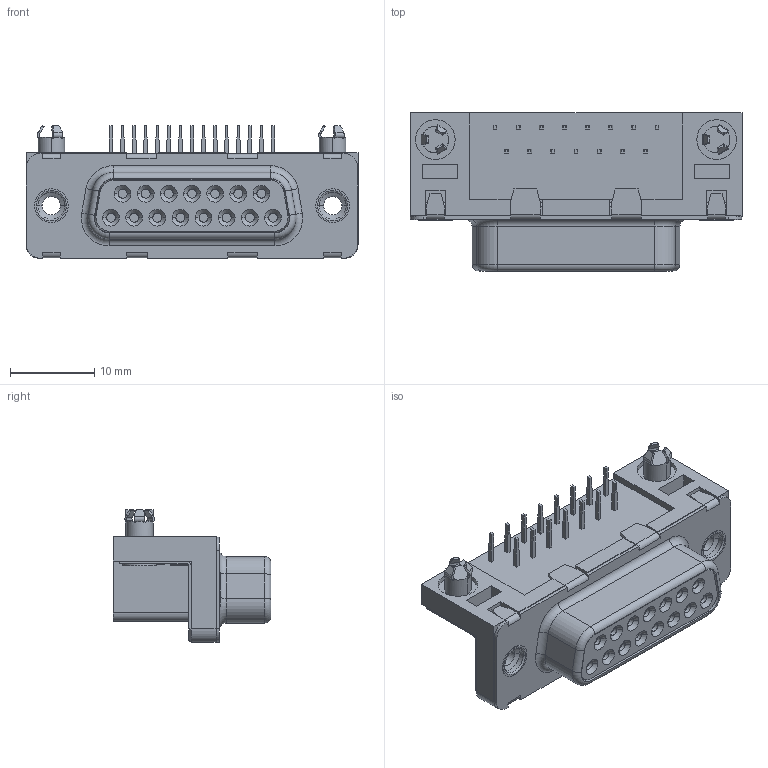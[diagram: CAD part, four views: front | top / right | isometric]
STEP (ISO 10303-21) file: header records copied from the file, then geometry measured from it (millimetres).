
FILE_DESCRIPTION((''),'2;1');
FILE_NAME('D15S33E6GX00LF','2018-05-25T',('rajana'),('AFCI'),'CREO PARAMETRIC BY PTC INC, 2016130','CREO PARAMETRIC BY PTC INC, 2016130','');
FILE_SCHEMA(('CONFIG_CONTROL_DESIGN'));
Length unit declared in the file: millimetre
Products named in the file (1): D15S33E6GX00LF
Bounding box: 39.32 x 18.7 x 15.75 mm (x, y, z)
Volume: 5134.5 mm3; surface area: 4102.5 mm2
Topology: 1 solids, 3 shells, 878 faces, 2326 edges, 1476 vertices
Faces by surface type: plane 524, cylinder 240, torus 72, cone 42
Entity records: 28922 total; most frequent: CARTESIAN_POINT 6980, ORIENTED_EDGE 4652, DIRECTION 4468, EDGE_CURVE 2326, VECTOR 1580, LINE 1580, VERTEX_POINT 1476, AXIS2_PLACEMENT_3D 1444
